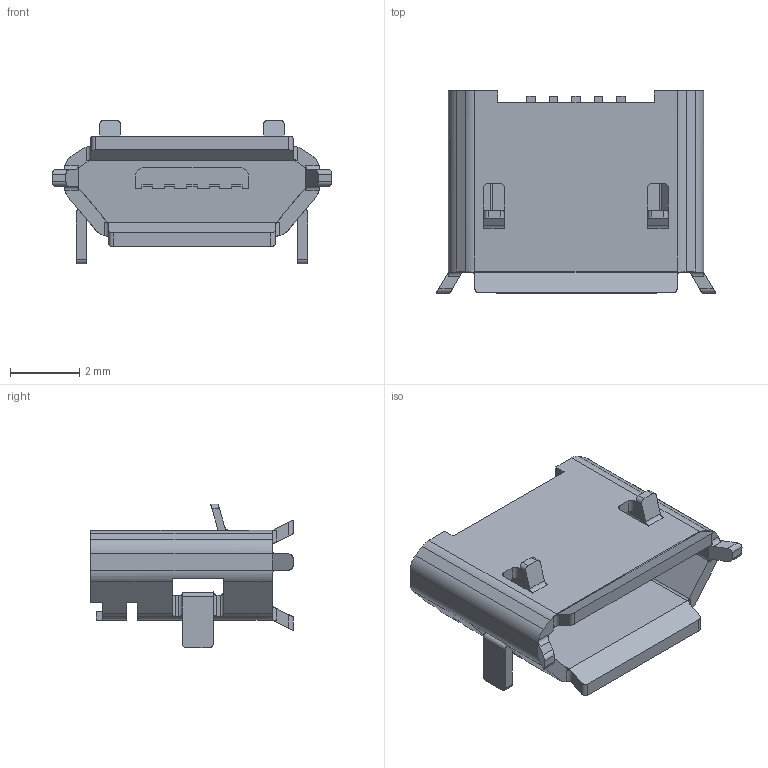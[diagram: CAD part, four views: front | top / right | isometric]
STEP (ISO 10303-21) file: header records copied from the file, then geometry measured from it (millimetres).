
FILE_DESCRIPTION(/* description */ (''),/* implementation_level */ '2;1');
FILE_NAME(/* name */ '1.stp',/* time_stamp */ '2023-06-27T17:17:51+03:00',/* author */ ('k'),/* organization */ (''),/* preprocessor_version */ 'ST-DEVELOPER v15.6',/* originating_system */ 'Autodesk Inventor 2015',/* authorisation */ '');
FILE_SCHEMA (('AUTOMOTIVE_DESIGN { 1 0 10303 214 3 1 1 }'));
Length unit declared in the file: millimetre
Products named in the file (7): 1; 2; 3; 4; 5; Yang Ming Logo
Bounding box: 8.1 x 5.86 x 4.16 mm (x, y, z)
Volume: 54.8 mm3; surface area: 288.8 mm2
Topology: 17 solids, 17 shells, 357 faces, 959 edges, 632 vertices
Faces by surface type: plane 273, cylinder 84
Full cylindrical faces by diameter (mm): 0.105 x1
Entity records: 11362 total; most frequent: CARTESIAN_POINT 2104, ORIENTED_EDGE 1916, DIRECTION 1854, EDGE_CURVE 958, LINE 770, VECTOR 770, VERTEX_POINT 632, AXIS2_PLACEMENT_3D 542
